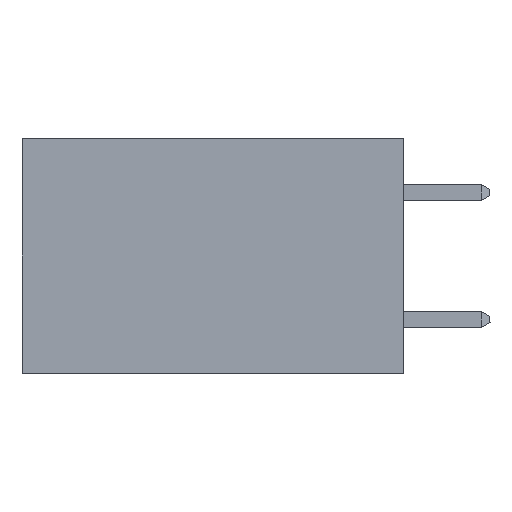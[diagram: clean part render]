
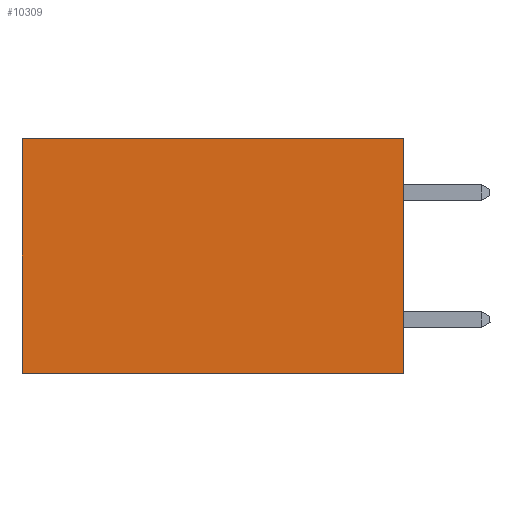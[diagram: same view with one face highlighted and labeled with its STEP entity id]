
A CAD part, left-side view. The second image highlights one B-rep face of the part: STEP entity #10309.
In plain terms, the highlighted planar face has unit normal (-1, 0, 0).
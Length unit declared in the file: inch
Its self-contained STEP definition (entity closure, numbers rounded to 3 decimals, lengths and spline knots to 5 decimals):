
#6 = LINE ( 'NONE', #4442, #9724 ) ;
#48 = DIRECTION ( 'NONE',  ( 0., 0., -1. ) ) ;
#307 = CARTESIAN_POINT ( 'NONE',  ( 0.2875, 0., 0. ) ) ;
#415 = DIRECTION ( 'NONE',  ( 0., 1., 0. ) ) ;
#1624 = CARTESIAN_POINT ( 'NONE',  ( 0.2875, 0., 0. ) ) ;
#1642 = ORIENTED_EDGE ( 'NONE', *, *, #7719, .T. ) ;
#1648 = DIRECTION ( 'NONE',  ( 0., 1., 0. ) ) ;
#2375 = FACE_OUTER_BOUND ( 'NONE', #14277, .T. ) ;
#2478 = VECTOR ( 'NONE', #8511, 39.37008 ) ;
#2830 = AXIS2_PLACEMENT_3D ( 'NONE', #1624, #9593, #9538 ) ;
#3822 = EDGE_CURVE ( 'NONE', #9196, #10334, #10993, .T. ) ;
#4442 = CARTESIAN_POINT ( 'NONE',  ( 0.2875, 0., -0.37 ) ) ;
#5160 = CARTESIAN_POINT ( 'NONE',  ( 0.2875, 0.6, 0. ) ) ;
#5459 = LINE ( 'NONE', #307, #14155 ) ;
#6179 = ORIENTED_EDGE ( 'NONE', *, *, #3822, .F. ) ;
#7390 = ORIENTED_EDGE ( 'NONE', *, *, #11150, .T. ) ;
#7719 = EDGE_CURVE ( 'NONE', #9196, #16440, #5459, .T. ) ;
#7980 = CARTESIAN_POINT ( 'NONE',  ( 0.2875, 0., 0. ) ) ;
#8511 = DIRECTION ( 'NONE',  ( 0., 0., -1. ) ) ;
#9196 = VERTEX_POINT ( 'NONE', #15561 ) ;
#9538 = DIRECTION ( 'NONE',  ( 0., 0., -1. ) ) ;
#9593 = DIRECTION ( 'NONE',  ( 1., 0., 0. ) ) ;
#9724 = VECTOR ( 'NONE', #415, 39.37008 ) ;
#10309 = ADVANCED_FACE ( 'NONE', ( #2375 ), #12211, .F. ) ;
#10334 = VERTEX_POINT ( 'NONE', #14941 ) ;
#10585 = VECTOR ( 'NONE', #48, 39.37008 ) ;
#10993 = LINE ( 'NONE', #7980, #10585 ) ;
#11150 = EDGE_CURVE ( 'NONE', #16440, #16022, #13017, .T. ) ;
#12165 = CARTESIAN_POINT ( 'NONE',  ( 0.2875, 0.6, -0.37 ) ) ;
#12211 = PLANE ( 'NONE',  #2830 ) ;
#13017 = LINE ( 'NONE', #13705, #2478 ) ;
#13705 = CARTESIAN_POINT ( 'NONE',  ( 0.2875, 0.6, 0. ) ) ;
#14155 = VECTOR ( 'NONE', #1648, 39.37008 ) ;
#14277 = EDGE_LOOP ( 'NONE', ( #7390, #16270, #6179, #1642 ) ) ;
#14704 = EDGE_CURVE ( 'NONE', #10334, #16022, #6, .T. ) ;
#14941 = CARTESIAN_POINT ( 'NONE',  ( 0.2875, 0., -0.37 ) ) ;
#15561 = CARTESIAN_POINT ( 'NONE',  ( 0.2875, 0., 0. ) ) ;
#16022 = VERTEX_POINT ( 'NONE', #12165 ) ;
#16270 = ORIENTED_EDGE ( 'NONE', *, *, #14704, .F. ) ;
#16440 = VERTEX_POINT ( 'NONE', #5160 ) ;
